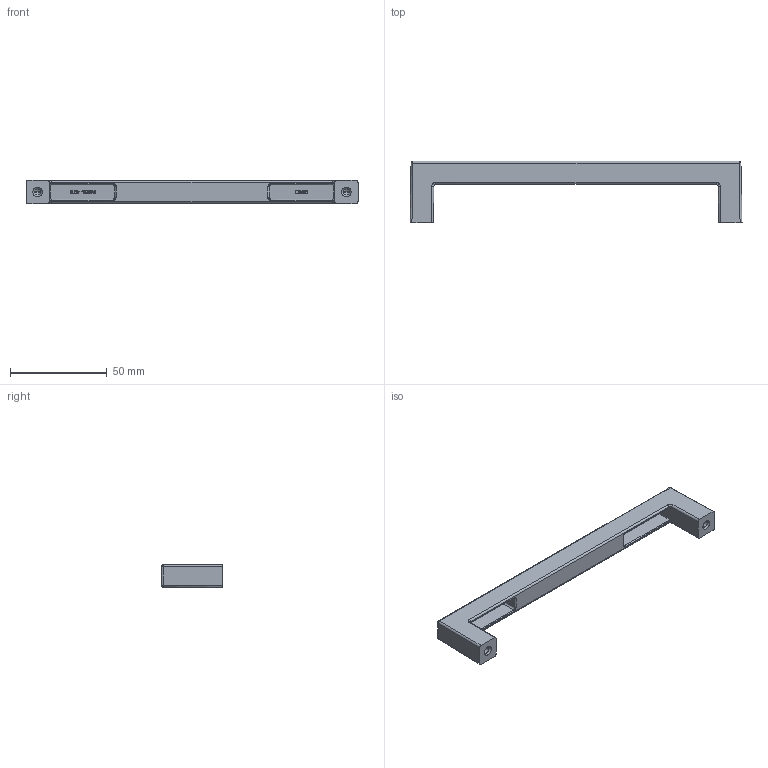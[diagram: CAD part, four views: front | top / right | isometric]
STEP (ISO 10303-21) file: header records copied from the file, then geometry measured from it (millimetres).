
FILE_DESCRIPTION(('Creo Elements/Direct Modeling STEP Export'),'2;1');
FILE_NAME('2623-172.stp','2023-07-17T13:33:49',(''),(''),'Creo Elements/Direct Modeling STEP processor for AP214 (Solid Model)','Creo Elements/Direct Modeling 20.0 12-Nov-2016 (C) Parametric Technology GmbH','');
FILE_SCHEMA(('AUTOMOTIVE_DESIGN { 1 0 10303 214 1 1 1 1 }'));
Length unit declared in the file: millimetre
Products named in the file (1): ZN-12094
Bounding box: 172 x 32 x 12 mm (x, y, z)
Volume: 23936 mm3; surface area: 11737 mm2
Topology: 1 solids, 1 shells, 591 faces, 1680 edges, 1102 vertices
Faces by surface type: plane 531, cylinder 36, bspline 12, cone 8, sphere 4
Entity records: 20098 total; most frequent: CARTESIAN_POINT 4900, ORIENTED_EDGE 3344, DIRECTION 2800, EDGE_CURVE 1672, VECTOR 1580, LINE 1580, VERTEX_POINT 1102, AXIS2_PLACEMENT_3D 610
